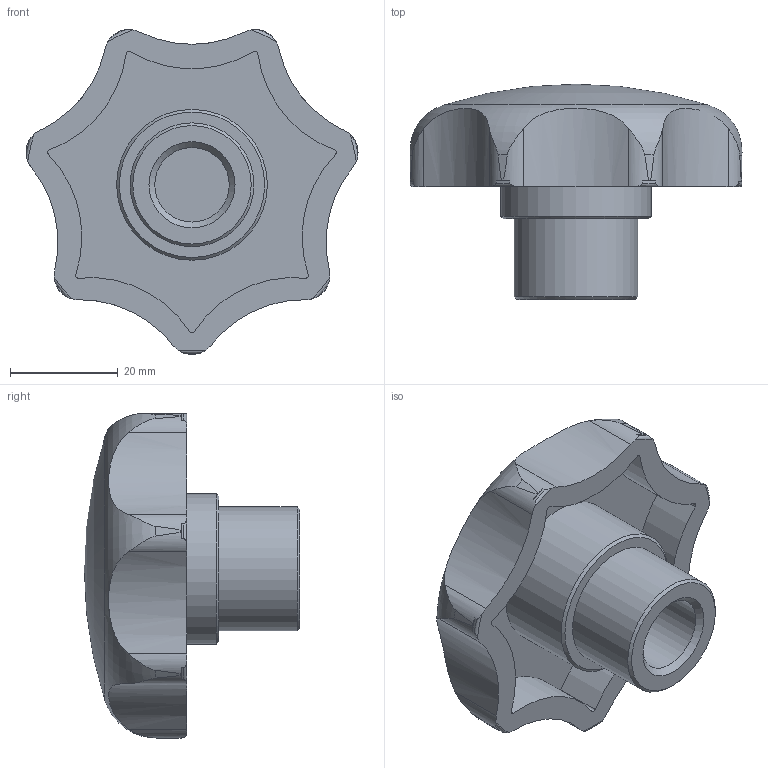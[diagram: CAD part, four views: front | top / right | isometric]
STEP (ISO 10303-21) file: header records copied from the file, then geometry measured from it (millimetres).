
FILE_DESCRIPTION( ( 'STEP AP214' ), '1' );
FILE_NAME( 'K0153.316__K_Buchse_Edelstahl_.stp', '2020-11-25T15:49:41', ( '' ), ( '' ), ' ', 'PARTsolutions', ' ' );
FILE_SCHEMA( ( 'AUTOMOTIVE_DESIGN { 1 0 10303 214 1 1 1 1 }' ) );
Length unit declared in the file: millimetre
Products named in the file (1): _K0153.316_(K_Buchse Edelstahl)
Bounding box: 61.65 x 40 x 60.33 mm (x, y, z)
Volume: 36683.7 mm3; surface area: 12790.5 mm2
Topology: 1 solids, 1 shells, 76 faces, 204 edges, 133 vertices
Faces by surface type: cylinder 45, plane 12, cone 10, torus 8, sphere 1
Full cylindrical faces by diameter (mm): 13.835 x1, 23 x1, 28 x1
Entity records: 3564 total; most frequent: CARTESIAN_POINT 1092, DIRECTION 398, ORIENTED_EDGE 384, EDGE_CURVE 192, AXIS2_PLACEMENT_3D 178, VERTEX_POINT 130, CIRCLE 101, EDGE_LOOP 87
